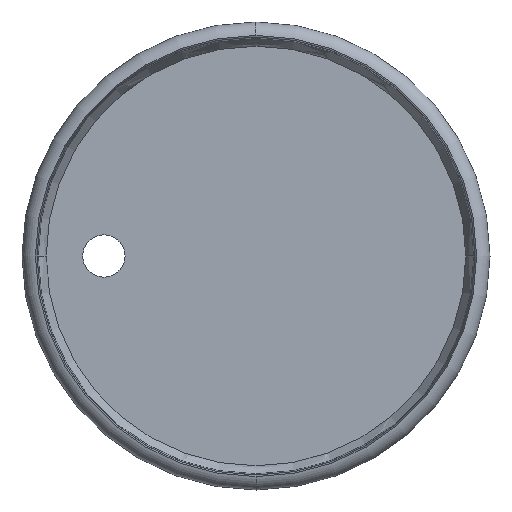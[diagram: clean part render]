
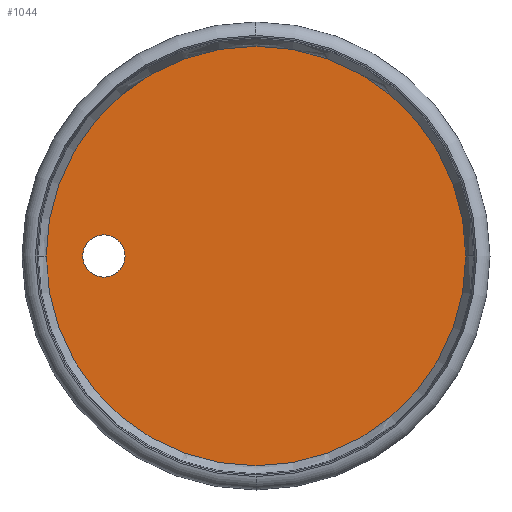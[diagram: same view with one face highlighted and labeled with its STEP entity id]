
A CAD part, left-side view. The second image highlights one B-rep face of the part: STEP entity #1044.
In plain terms, the highlighted planar face has unit normal (-1, 0, 0).
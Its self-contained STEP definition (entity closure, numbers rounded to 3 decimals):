
#57 = CARTESIAN_POINT ( 'NONE',  ( -2., 0., 0. ) ) ;
#88 = CIRCLE ( 'NONE', #903, 5.25 ) ;
#163 = EDGE_LOOP ( 'NONE', ( #292, #567 ) ) ;
#217 = DIRECTION ( 'NONE',  ( 0., 0., 1. ) ) ;
#279 = CIRCLE ( 'NONE', #916, 5.25 ) ;
#283 = VERTEX_POINT ( 'NONE', #888 ) ;
#292 = ORIENTED_EDGE ( 'NONE', *, *, #500, .F. ) ;
#337 = DIRECTION ( 'NONE',  ( 0., 0., 1. ) ) ;
#351 = DIRECTION ( 'NONE',  ( 1., 0., 0. ) ) ;
#432 = CARTESIAN_POINT ( 'NONE',  ( -2., 37.7, 5.25 ) ) ;
#433 = VERTEX_POINT ( 'NONE', #545 ) ;
#443 = DIRECTION ( 'NONE',  ( 0., 0., 1. ) ) ;
#462 = EDGE_CURVE ( 'NONE', #1058, #433, #279, .T. ) ;
#483 = CARTESIAN_POINT ( 'NONE',  ( -2., 0., 52. ) ) ;
#493 = CARTESIAN_POINT ( 'NONE',  ( -2., 37.7, 0. ) ) ;
#500 = EDGE_CURVE ( 'NONE', #283, #798, #885, .T. ) ;
#523 = PLANE ( 'NONE',  #823 ) ;
#538 = ORIENTED_EDGE ( 'NONE', *, *, #891, .F. ) ;
#545 = CARTESIAN_POINT ( 'NONE',  ( -2., 37.7, -5.25 ) ) ;
#567 = ORIENTED_EDGE ( 'NONE', *, *, #1096, .F. ) ;
#635 = CARTESIAN_POINT ( 'NONE',  ( -2., 37.7, 0. ) ) ;
#695 = DIRECTION ( 'NONE',  ( 1., 0., 0. ) ) ;
#714 = FACE_OUTER_BOUND ( 'NONE', #163, .T. ) ;
#715 = DIRECTION ( 'NONE',  ( 0., 0., -1. ) ) ;
#726 = ORIENTED_EDGE ( 'NONE', *, *, #462, .F. ) ;
#731 = DIRECTION ( 'NONE',  ( -1., 0., 0. ) ) ;
#764 = DIRECTION ( 'NONE',  ( -1., 0., 0. ) ) ;
#789 = DIRECTION ( 'NONE',  ( 0., 0., -1. ) ) ;
#792 = EDGE_LOOP ( 'NONE', ( #538, #726 ) ) ;
#798 = VERTEX_POINT ( 'NONE', #483 ) ;
#819 = AXIS2_PLACEMENT_3D ( 'NONE', #57, #695, #789 ) ;
#823 = AXIS2_PLACEMENT_3D ( 'NONE', #964, #1063, #337 ) ;
#885 = CIRCLE ( 'NONE', #1057, 52. ) ;
#888 = CARTESIAN_POINT ( 'NONE',  ( -2., 0., -52. ) ) ;
#890 = FACE_BOUND ( 'NONE', #792, .T. ) ;
#891 = EDGE_CURVE ( 'NONE', #433, #1058, #88, .T. ) ;
#900 = CIRCLE ( 'NONE', #819, 52. ) ;
#903 = AXIS2_PLACEMENT_3D ( 'NONE', #493, #764, #217 ) ;
#916 = AXIS2_PLACEMENT_3D ( 'NONE', #635, #731, #443 ) ;
#964 = CARTESIAN_POINT ( 'NONE',  ( -2., 52., 0. ) ) ;
#1044 = ADVANCED_FACE ( 'NONE', ( #890, #714 ), #523, .T. ) ;
#1057 = AXIS2_PLACEMENT_3D ( 'NONE', #1174, #351, #715 ) ;
#1058 = VERTEX_POINT ( 'NONE', #432 ) ;
#1063 = DIRECTION ( 'NONE',  ( -1., 0., 0. ) ) ;
#1096 = EDGE_CURVE ( 'NONE', #798, #283, #900, .T. ) ;
#1174 = CARTESIAN_POINT ( 'NONE',  ( -2., 0., 0. ) ) ;
